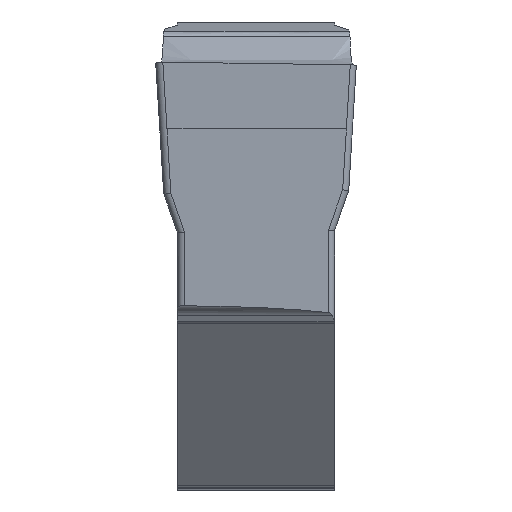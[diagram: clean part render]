
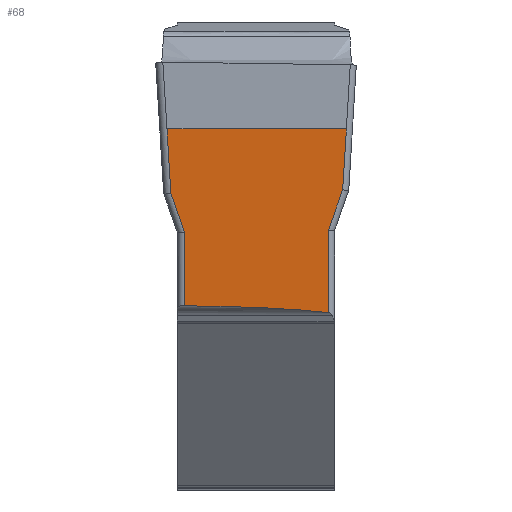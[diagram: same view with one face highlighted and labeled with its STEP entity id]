
A CAD part, front view. The second image highlights one B-rep face of the part: STEP entity #68.
In plain terms, the highlighted planar face has unit normal (0.086, -0.989, -0.121).
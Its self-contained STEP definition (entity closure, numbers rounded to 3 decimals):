
#68=ADVANCED_FACE('',(#147),#121,.T.);
#121=PLANE('',#1138);
#147=FACE_OUTER_BOUND('',#201,.T.);
#201=EDGE_LOOP('',(#530,#531,#532,#533,#534,#535,#536,#537));
#261=ELLIPSE('',#1137,3.468,0.3);
#306=LINE('',#1717,#395);
#307=LINE('',#1720,#396);
#308=LINE('',#1724,#397);
#309=LINE('',#1726,#398);
#310=LINE('',#1728,#399);
#311=LINE('',#1730,#400);
#312=LINE('',#1732,#401);
#395=VECTOR('',#1308,1.);
#396=VECTOR('',#1309,1.);
#397=VECTOR('',#1312,1.);
#398=VECTOR('',#1313,1.);
#399=VECTOR('',#1314,1.);
#400=VECTOR('',#1315,1.);
#401=VECTOR('',#1316,1.);
#530=ORIENTED_EDGE('',*,*,#938,.T.);
#531=ORIENTED_EDGE('',*,*,#939,.T.);
#532=ORIENTED_EDGE('',*,*,#940,.F.);
#533=ORIENTED_EDGE('',*,*,#941,.T.);
#534=ORIENTED_EDGE('',*,*,#942,.T.);
#535=ORIENTED_EDGE('',*,*,#943,.T.);
#536=ORIENTED_EDGE('',*,*,#944,.T.);
#537=ORIENTED_EDGE('',*,*,#945,.T.);
#834=VERTEX_POINT('',#1718);
#835=VERTEX_POINT('',#1719);
#836=VERTEX_POINT('',#1721);
#837=VERTEX_POINT('',#1723);
#838=VERTEX_POINT('',#1725);
#839=VERTEX_POINT('',#1727);
#840=VERTEX_POINT('',#1729);
#841=VERTEX_POINT('',#1731);
#938=EDGE_CURVE('',#834,#835,#306,.T.);
#939=EDGE_CURVE('',#835,#836,#307,.T.);
#940=EDGE_CURVE('',#837,#836,#261,.T.);
#941=EDGE_CURVE('',#837,#838,#308,.T.);
#942=EDGE_CURVE('',#838,#839,#309,.T.);
#943=EDGE_CURVE('',#839,#840,#310,.T.);
#944=EDGE_CURVE('',#840,#841,#311,.T.);
#945=EDGE_CURVE('',#841,#834,#312,.T.);
#1137=AXIS2_PLACEMENT_3D('',#1722,#1310,#1311);
#1138=AXIS2_PLACEMENT_3D('',#1733,#1317,#1318);
#1308=DIRECTION('',(0.329,0.143,-0.933));
#1309=DIRECTION('',(0.,0.122,-0.993));
#1310=DIRECTION('',(0.087,-0.989,-0.121));
#1311=DIRECTION('',(-0.996,-0.086,-0.011));
#1312=DIRECTION('',(0.,-0.122,0.993));
#1313=DIRECTION('',(0.329,-0.087,0.94));
#1314=DIRECTION('',(0.06,-0.116,0.991));
#1315=DIRECTION('',(-0.996,-0.087,0.));
#1316=DIRECTION('',(0.061,0.127,-0.99));
#1317=DIRECTION('',(0.087,-0.989,-0.121));
#1318=DIRECTION('',(0.,0.122,-0.993));
#1717=CARTESIAN_POINT('',(-1.072,-4.661,-2.53));
#1718=CARTESIAN_POINT('',(-1.272,-4.748,-1.962));
#1719=CARTESIAN_POINT('',(-1.066,-4.659,-2.546));
#1720=CARTESIAN_POINT('',(-1.066,-4.524,-3.643));
#1721=CARTESIAN_POINT('',(-1.066,-4.524,-3.645));
#1722=CARTESIAN_POINT('',(-1.788,-4.55,-3.944));
#1723=CARTESIAN_POINT('',(1.084,-4.323,-3.748));
#1724=CARTESIAN_POINT('',(1.084,-4.471,-2.537));
#1725=CARTESIAN_POINT('',(1.084,-4.474,-2.518));
#1726=CARTESIAN_POINT('',(1.307,-4.533,-1.88));
#1727=CARTESIAN_POINT('',(1.297,-4.53,-1.908));
#1728=CARTESIAN_POINT('',(1.408,-4.746,-0.069));
#1729=CARTESIAN_POINT('',(1.352,-4.637,-1.));
#1730=CARTESIAN_POINT('',(-0.001,-4.755,-1.));
#1731=CARTESIAN_POINT('',(-1.332,-4.872,-1.));
#1732=CARTESIAN_POINT('',(-1.387,-4.987,-0.1));
#1733=CARTESIAN_POINT('',(0.01,-4.877,0.));
